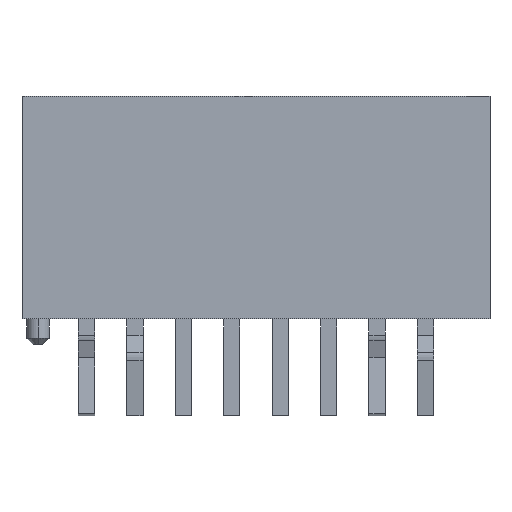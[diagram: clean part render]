
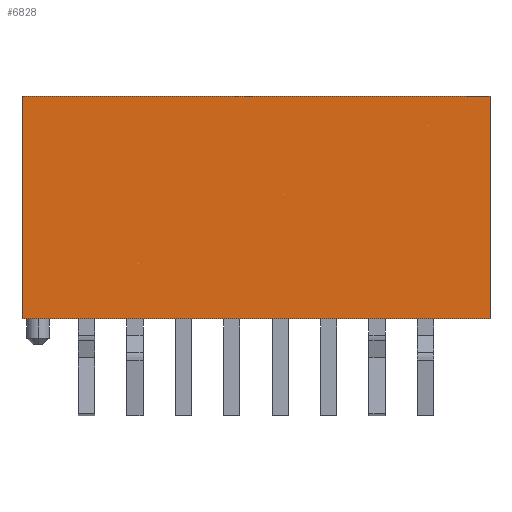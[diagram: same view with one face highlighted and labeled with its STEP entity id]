
A CAD part, front view. The second image highlights one B-rep face of the part: STEP entity #6828.
In plain terms, the highlighted planar face has unit normal (0, -1, 0).
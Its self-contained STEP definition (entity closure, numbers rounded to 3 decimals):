
#14=DIRECTION('',(1.,0.,0.));
#15=VECTOR('',#14,14.5);
#16=CARTESIAN_POINT('',(-7.25,-2.35,0.));
#17=LINE('',#16,#15);
#2022=DIRECTION('',(1.,0.,0.));
#2023=VECTOR('',#2022,14.5);
#2024=CARTESIAN_POINT('',(-7.25,-2.35,-6.9));
#2025=LINE('',#2024,#2023);
#2118=DIRECTION('',(0.,0.,-1.));
#2119=VECTOR('',#2118,6.9);
#2120=CARTESIAN_POINT('',(7.25,-2.35,0.));
#2121=LINE('',#2120,#2119);
#2194=DIRECTION('',(0.,0.,-1.));
#2195=VECTOR('',#2194,6.9);
#2196=CARTESIAN_POINT('',(-7.25,-2.35,0.));
#2197=LINE('',#2196,#2195);
#2905=CARTESIAN_POINT('',(-7.25,-2.35,0.));
#2907=VERTEX_POINT('',#2905);
#2908=CARTESIAN_POINT('',(7.25,-2.35,0.));
#2909=VERTEX_POINT('',#2908);
#2912=CARTESIAN_POINT('',(-7.25,-2.35,-6.9));
#2913=CARTESIAN_POINT('',(7.25,-2.35,-6.9));
#2914=VERTEX_POINT('',#2912);
#2915=VERTEX_POINT('',#2913);
#6817=CARTESIAN_POINT('',(-7.25,-2.35,0.));
#6818=DIRECTION('',(0.,-1.,0.));
#6819=DIRECTION('',(1.,0.,0.));
#6820=AXIS2_PLACEMENT_3D('',#6817,#6818,#6819);
#6821=PLANE('',#6820);
#6822=ORIENTED_EDGE('',*,*,#3835,.T.);
#6823=ORIENTED_EDGE('',*,*,#6610,.T.);
#6824=ORIENTED_EDGE('',*,*,#6531,.F.);
#6825=ORIENTED_EDGE('',*,*,#4155,.F.);
#6826=EDGE_LOOP('',(#6822,#6823,#6824,#6825));
#6827=FACE_OUTER_BOUND('',#6826,.F.);
#3835=EDGE_CURVE('',#2907,#2909,#17,.T.);
#4155=EDGE_CURVE('',#2907,#2914,#2197,.T.);
#6531=EDGE_CURVE('',#2914,#2915,#2025,.T.);
#6610=EDGE_CURVE('',#2909,#2915,#2121,.T.);
#6828=ADVANCED_FACE('',(#6827),#6821,.T.);
